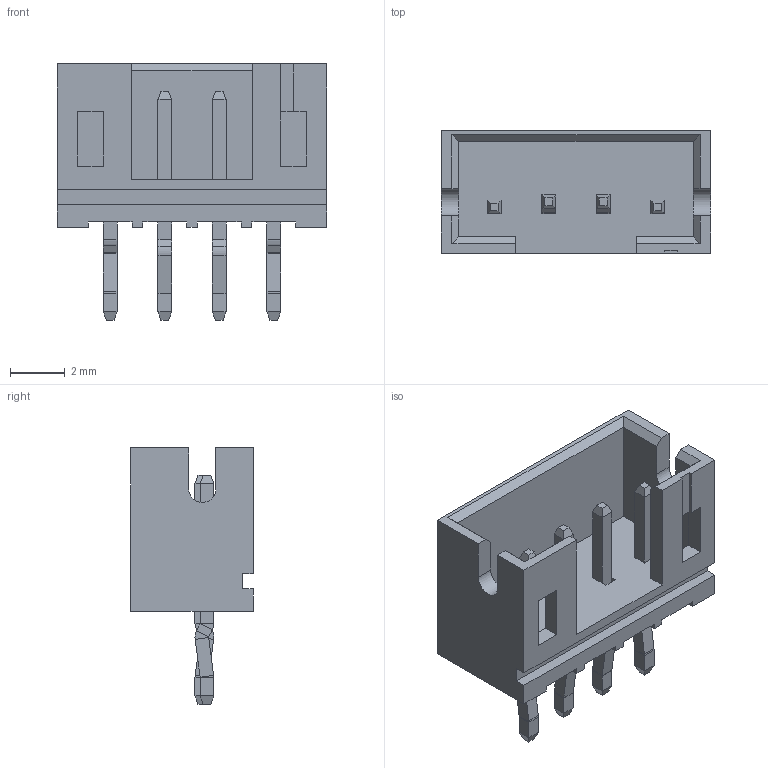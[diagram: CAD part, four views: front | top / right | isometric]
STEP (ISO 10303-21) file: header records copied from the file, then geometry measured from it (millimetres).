
FILE_DESCRIPTION(/* description */ (''),/* implementation_level */ '2;1');
FILE_NAME(/* name */ 'B4B-PH-K-S(LF)(SN).step',/* time_stamp */ '2019-02-25T21:41:44+01:00',/* author */ ('r.varma'),/* organization */ (''),/* preprocessor_version */ 'ST-DEVELOPER v17.2',/* originating_system */ 'Autodesk Translation Framework v7.6.0.251',/* authorisation */ '');
FILE_SCHEMA (('AUTOMOTIVE_DESIGN { 1 0 10303 214 3 1 1 }'));
Length unit declared in the file: millimetre
Products named in the file (1): B4B-PH-K-S(LF)(SN)
Bounding box: 9.9 x 4.5 x 9.4 mm (x, y, z)
Volume: 121 mm3; surface area: 395.2 mm2
Topology: 1 solids, 1 shells, 231 faces, 538 edges, 312 vertices
Faces by surface type: plane 205, cylinder 26
Entity records: 6360 total; most frequent: CARTESIAN_POINT 1082, ORIENTED_EDGE 1076, DIRECTION 1054, EDGE_CURVE 538, LINE 486, VECTOR 486, VERTEX_POINT 312, AXIS2_PLACEMENT_3D 284
